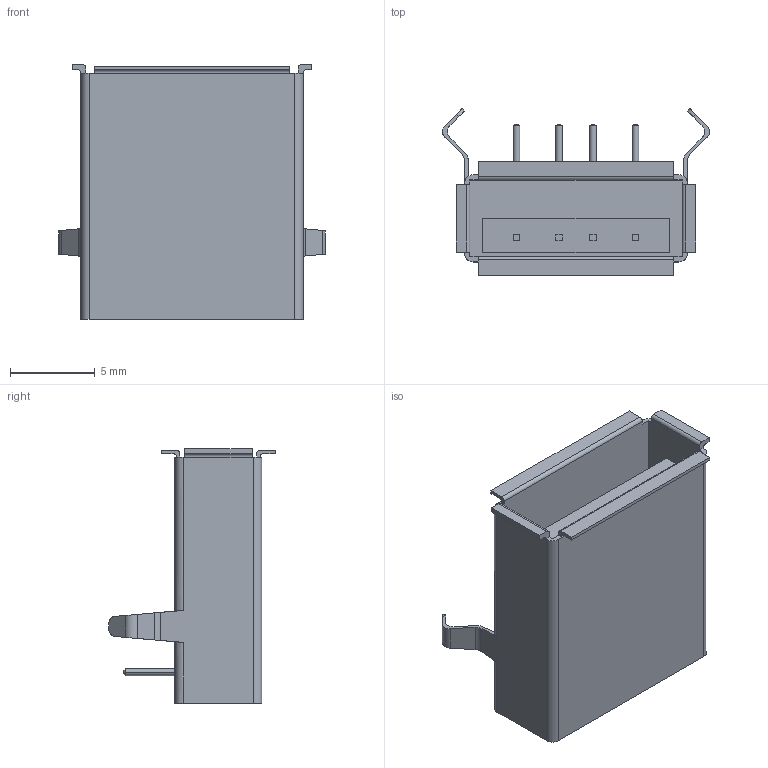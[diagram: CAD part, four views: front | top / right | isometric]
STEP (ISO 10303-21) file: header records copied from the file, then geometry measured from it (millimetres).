
FILE_DESCRIPTION (( 'STEP AP214' ), '1' );
FILE_NAME ('61400416021.STEP', '2015-06-21T05:34:18', ( '' ), ( '' ), 'SwSTEP 2.0', 'SolidWorks 2015', '' );
FILE_SCHEMA (( 'AUTOMOTIVE_DESIGN' ));
Length unit declared in the file: millimetre
Products named in the file (1): 61400416021
Bounding box: 15.7 x 9.82 x 15 mm (x, y, z)
Volume: 465.4 mm3; surface area: 1596.7 mm2
Topology: 1 solids, 1 shells, 117 faces, 306 edges, 200 vertices
Faces by surface type: plane 77, cylinder 32, cone 8
Entity records: 3641 total; most frequent: CARTESIAN_POINT 708, ORIENTED_EDGE 612, DIRECTION 562, EDGE_CURVE 306, VECTOR 230, LINE 230, VERTEX_POINT 200, AXIS2_PLACEMENT_3D 166
